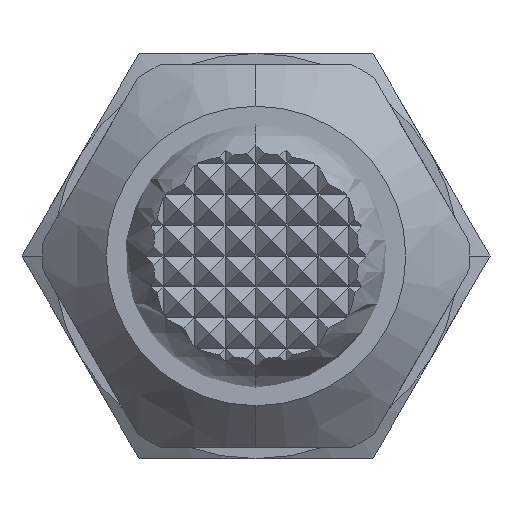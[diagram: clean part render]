
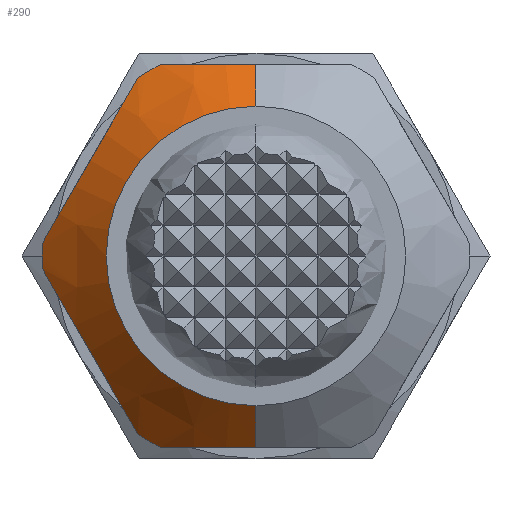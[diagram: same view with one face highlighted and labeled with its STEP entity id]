
A CAD part, left-side view. The second image highlights one B-rep face of the part: STEP entity #290.
In plain terms, the highlighted conical face has half-angle 45 degrees and reference radius 12.4 mm.
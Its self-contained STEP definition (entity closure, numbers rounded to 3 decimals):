
#290=ADVANCED_FACE('',(#796),#797,.T.);
#796=FACE_OUTER_BOUND('',#1532,.T.);
#797=CONICAL_SURFACE('',#1533,12.4,0.785);
#1532=EDGE_LOOP('',(#2282,#2283,#2284,#2285,#2286,#2287,#2288,#2289,#2290,#2291,#2292,#2293));
#1533=AXIS2_PLACEMENT_3D('',#2294,#2295,#2296);
#2282=ORIENTED_EDGE('',*,*,#4128,.F.);
#2283=ORIENTED_EDGE('',*,*,#4129,.T.);
#2284=ORIENTED_EDGE('',*,*,#4130,.T.);
#2285=ORIENTED_EDGE('',*,*,#4131,.T.);
#2286=ORIENTED_EDGE('',*,*,#4132,.T.);
#2287=ORIENTED_EDGE('',*,*,#4133,.T.);
#2288=ORIENTED_EDGE('',*,*,#4134,.T.);
#2289=ORIENTED_EDGE('',*,*,#4135,.T.);
#2290=ORIENTED_EDGE('',*,*,#4136,.T.);
#2291=ORIENTED_EDGE('',*,*,#4137,.F.);
#2292=ORIENTED_EDGE('',*,*,#4138,.T.);
#2293=ORIENTED_EDGE('',*,*,#4103,.T.);
#2294=CARTESIAN_POINT('',(-5.75,0.,0.));
#2295=DIRECTION('',(1.0,0.,0.));
#2296=DIRECTION('',(0.,0.,1.0));
#4103=EDGE_CURVE('',#4794,#4800,#4802,.T.);
#4128=EDGE_CURVE('',#4843,#4800,#4844,.T.);
#4129=EDGE_CURVE('',#4843,#4845,#4846,.T.);
#4130=EDGE_CURVE('',#4845,#4847,#4848,.T.);
#4131=EDGE_CURVE('',#4847,#4849,#4850,.T.);
#4132=EDGE_CURVE('',#4849,#4851,#4852,.T.);
#4133=EDGE_CURVE('',#4851,#4853,#4854,.T.);
#4134=EDGE_CURVE('',#4853,#4855,#4856,.T.);
#4135=EDGE_CURVE('',#4855,#4857,#4858,.T.);
#4136=EDGE_CURVE('',#4857,#4859,#4860,.T.);
#4137=EDGE_CURVE('',#4861,#4859,#4862,.T.);
#4138=EDGE_CURVE('',#4861,#4794,#4863,.T.);
#4794=VERTEX_POINT('',#5713);
#4800=VERTEX_POINT('',#5721);
#4802=CIRCLE('',#5723,6.65);
#4843=VERTEX_POINT('',#5772);
#4844=LINE('',#5773,#5774);
#4845=VERTEX_POINT('',#5775);
#4846=(B_SPLINE_CURVE(2,(#5777,#5778,#5779),.UNSPECIFIED.,.F.,.F.)B_SPLINE_CURVE_WITH_KNOTS((3,3),(0.0,37.432),.UNSPECIFIED.)RATIONAL_B_SPLINE_CURVE((1.0,2.135,1.0))BOUNDED_CURVE()REPRESENTATION_ITEM('')GEOMETRIC_REPRESENTATION_ITEM()CURVE());
#4847=VERTEX_POINT('',#5786);
#4848=CIRCLE('',#5787,9.5);
#4849=VERTEX_POINT('',#5788);
#4850=(B_SPLINE_CURVE(2,(#5790,#5791,#5792),.UNSPECIFIED.,.F.,.F.)B_SPLINE_CURVE_WITH_KNOTS((3,3),(0.0,34.0),.UNSPECIFIED.)RATIONAL_B_SPLINE_CURVE((1.0,2.0,1.0))BOUNDED_CURVE()REPRESENTATION_ITEM('')GEOMETRIC_REPRESENTATION_ITEM()CURVE());
#4851=VERTEX_POINT('',#5799);
#4852=CIRCLE('',#5800,9.5);
#4853=VERTEX_POINT('',#5801);
#4854=CIRCLE('',#5802,9.5);
#4855=VERTEX_POINT('',#5803);
#4856=(B_SPLINE_CURVE(2,(#5805,#5806,#5807),.UNSPECIFIED.,.F.,.F.)B_SPLINE_CURVE_WITH_KNOTS((3,3),(0.0,37.432),.UNSPECIFIED.)RATIONAL_B_SPLINE_CURVE((1.0,2.135,1.0))BOUNDED_CURVE()REPRESENTATION_ITEM('')GEOMETRIC_REPRESENTATION_ITEM()CURVE());
#4857=VERTEX_POINT('',#5814);
#4858=CIRCLE('',#5815,9.5);
#4859=VERTEX_POINT('',#5816);
#4860=(B_SPLINE_CURVE(2,(#5818,#5819,#5820),.UNSPECIFIED.,.F.,.F.)B_SPLINE_CURVE_WITH_KNOTS((3,3),(0.0,37.432),.UNSPECIFIED.)RATIONAL_B_SPLINE_CURVE((1.0,2.135,1.0))BOUNDED_CURVE()REPRESENTATION_ITEM('')GEOMETRIC_REPRESENTATION_ITEM()CURVE());
#4861=VERTEX_POINT('',#5827);
#4862=LINE('',#5828,#5829);
#4863=CIRCLE('',#5830,6.65);
#5713=CARTESIAN_POINT('',(-11.5,6.65,0.));
#5721=CARTESIAN_POINT('',(-11.5,0.,6.65));
#5723=AXIS2_PLACEMENT_3D('',#7266,#7267,#7268);
#5772=CARTESIAN_POINT('',(-9.65,0.,8.5));
#5773=CARTESIAN_POINT('',(-5.75,0.,12.4));
#5774=VECTOR('',#7310,1.0);
#5775=CARTESIAN_POINT('',(-8.65,4.243,8.5));
#5777=CARTESIAN_POINT('',(0.,-16.037,8.5));
#5778=CARTESIAN_POINT('',(-14.169,0.,8.5));
#5779=CARTESIAN_POINT('',(0.,16.037,8.5));
#5786=CARTESIAN_POINT('',(-8.65,5.24,7.924));
#5787=AXIS2_PLACEMENT_3D('',#7311,#7312,#7313);
#5788=CARTESIAN_POINT('',(-8.65,9.483,0.576));
#5790=CARTESIAN_POINT('',(-1.15,0.,17.0));
#5791=CARTESIAN_POINT('',(-13.9,7.361,4.25));
#5792=CARTESIAN_POINT('',(-1.15,14.722,-8.5));
#5799=CARTESIAN_POINT('',(-8.65,9.5,0.));
#5800=AXIS2_PLACEMENT_3D('',#7314,#7315,#7316);
#5801=CARTESIAN_POINT('',(-8.65,9.483,-0.576));
#5802=AXIS2_PLACEMENT_3D('',#7317,#7318,#7319);
#5803=CARTESIAN_POINT('',(-8.65,5.24,-7.924));
#5805=CARTESIAN_POINT('',(0.,15.38,9.638));
#5806=CARTESIAN_POINT('',(-14.169,7.361,-4.25));
#5807=CARTESIAN_POINT('',(0.,-0.657,-18.138));
#5814=CARTESIAN_POINT('',(-8.65,4.243,-8.5));
#5815=AXIS2_PLACEMENT_3D('',#7320,#7321,#7322);
#5816=CARTESIAN_POINT('',(-9.65,0.,-8.5));
#5818=CARTESIAN_POINT('',(0.,16.037,-8.5));
#5819=CARTESIAN_POINT('',(-14.169,0.,-8.5));
#5820=CARTESIAN_POINT('',(0.,-16.037,-8.5));
#5827=CARTESIAN_POINT('',(-11.5,0.,-6.65));
#5828=CARTESIAN_POINT('',(-5.75,0.,-12.4));
#5829=VECTOR('',#7323,1.0);
#5830=AXIS2_PLACEMENT_3D('',#7324,#7325,#7326);
#7266=CARTESIAN_POINT('',(-11.5,0.0,0.0));
#7267=DIRECTION('',(1.0,0.0,0.0));
#7268=DIRECTION('',(0.0,1.0,0.));
#7310=DIRECTION('',(-0.707,0.,-0.707));
#7311=CARTESIAN_POINT('',(-8.65,0.,0.0));
#7312=DIRECTION('',(-1.0,0.,0.0));
#7313=DIRECTION('',(0.,-1.0,0.0));
#7314=CARTESIAN_POINT('',(-8.65,0.,0.0));
#7315=DIRECTION('',(-1.0,0.,0.0));
#7316=DIRECTION('',(0.,-1.0,0.0));
#7317=CARTESIAN_POINT('',(-8.65,0.,0.0));
#7318=DIRECTION('',(-1.0,0.,0.0));
#7319=DIRECTION('',(0.,-1.0,0.0));
#7320=CARTESIAN_POINT('',(-8.65,0.,0.0));
#7321=DIRECTION('',(-1.0,0.,0.0));
#7322=DIRECTION('',(0.,-1.0,0.0));
#7323=DIRECTION('',(0.707,0.,-0.707));
#7324=CARTESIAN_POINT('',(-11.5,0.0,0.0));
#7325=DIRECTION('',(1.0,0.0,0.0));
#7326=DIRECTION('',(0.0,1.0,0.));
